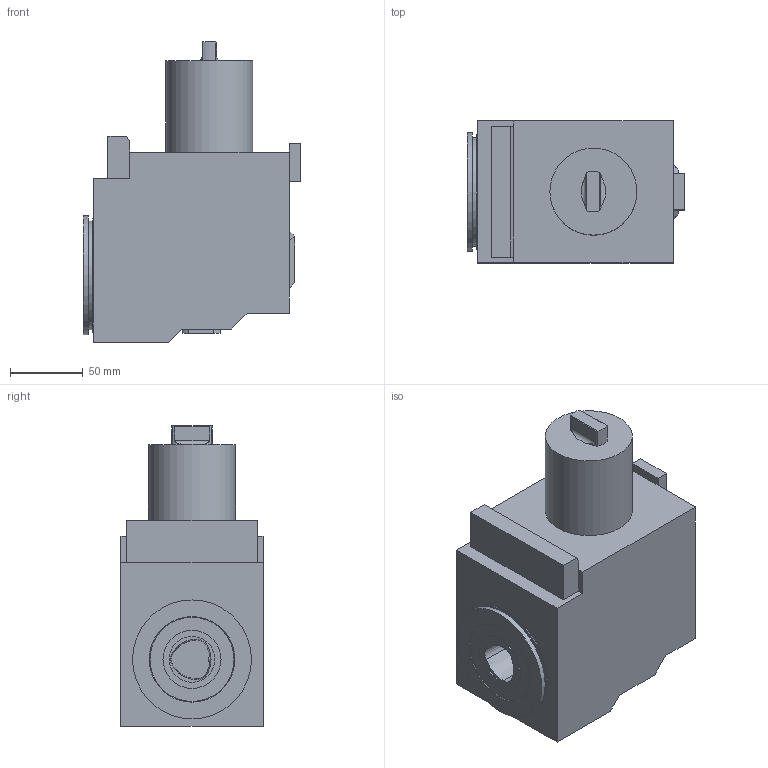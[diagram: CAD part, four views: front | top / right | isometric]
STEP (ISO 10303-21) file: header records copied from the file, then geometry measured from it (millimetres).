
FILE_DESCRIPTION(/* description */ (''),/* implementation_level */ '2;1');
FILE_NAME(/* name */ '1533898473172.stp',/* time_stamp */ '2018-08-10T12:54:39+02:00',/* author */ (''),/* organization */ ('SMS'),/* preprocessor_version */ 'ST-DEVELOPER v15',/* originating_system */ 'SIEMENS PLM Software NX 8.5',/* authorisation */ '');
FILE_SCHEMA (('AUTOMOTIVE_DESIGN { 1 0 10303 214 3 1 1 1 }'));
Length unit declared in the file: millimetre
Products named in the file (1): 201818191mod000_00
Bounding box: 150 x 98 x 207 mm (x, y, z)
Volume: 1835037.4 mm3; surface area: 106027.9 mm2
Topology: 1 solids, 1 shells, 78 faces, 189 edges, 125 vertices
Faces by surface type: plane 54, cylinder 16, cone 8
Full cylindrical faces by diameter (mm): 2.5 x1, 31.6 x1, 40 x1, 60 x1, 75 x1, 82 x1
Entity records: 2342 total; most frequent: CARTESIAN_POINT 443, DIRECTION 398, ORIENTED_EDGE 360, EDGE_CURVE 180, AXIS2_PLACEMENT_3D 137, VERTEX_POINT 124, LINE 124, VECTOR 124
